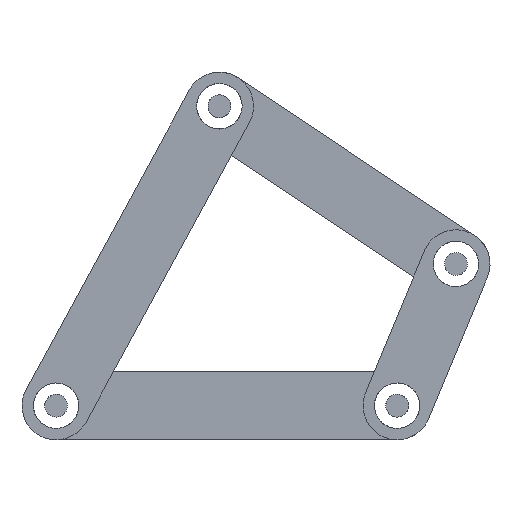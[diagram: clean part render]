
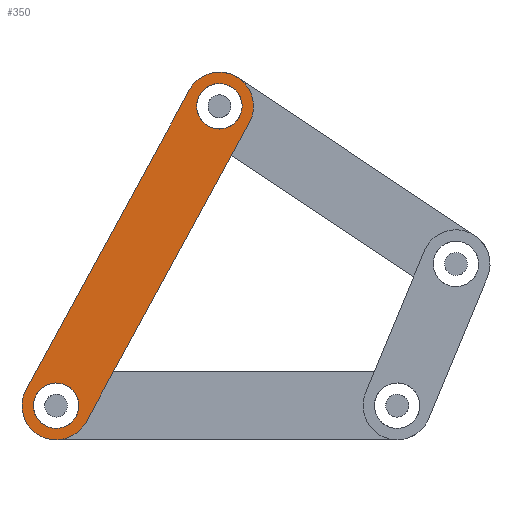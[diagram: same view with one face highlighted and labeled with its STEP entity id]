
A CAD part, front view. The second image highlights one B-rep face of the part: STEP entity #350.
In plain terms, the highlighted planar face has unit normal (0, -1, 0).
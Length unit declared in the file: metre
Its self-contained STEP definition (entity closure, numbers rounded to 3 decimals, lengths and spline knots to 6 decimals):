
#350 = ADVANCED_FACE( '', ( #444, #445, #446 ), #447, .T. );
#444 = FACE_OUTER_BOUND( '', #553, .T. );
#445 = FACE_BOUND( '', #554, .T. );
#446 = FACE_BOUND( '', #555, .T. );
#447 = PLANE( '', #556 );
#553 = EDGE_LOOP( '', ( #761, #762, #763, #764 ) );
#554 = EDGE_LOOP( '', ( #765 ) );
#555 = EDGE_LOOP( '', ( #766 ) );
#556 = AXIS2_PLACEMENT_3D( '', #767, #768, #769 );
#761 = ORIENTED_EDGE( '', *, *, #869, .F. );
#762 = ORIENTED_EDGE( '', *, *, #870, .T. );
#763 = ORIENTED_EDGE( '', *, *, #871, .T. );
#764 = ORIENTED_EDGE( '', *, *, #872, .F. );
#765 = ORIENTED_EDGE( '', *, *, #873, .T. );
#766 = ORIENTED_EDGE( '', *, *, #867, .F. );
#767 = CARTESIAN_POINT( '', ( 0., -0.005, 0. ) );
#768 = DIRECTION( '', ( 0., -1., 0. ) );
#769 = DIRECTION( '', ( 1., 0., 0. ) );
#867 = EDGE_CURVE( '', #961, #961, #962, .T. );
#869 = EDGE_CURVE( '', #965, #966, #967, .T. );
#870 = EDGE_CURVE( '', #965, #968, #969, .T. );
#871 = EDGE_CURVE( '', #968, #970, #971, .T. );
#872 = EDGE_CURVE( '', #966, #970, #972, .T. );
#873 = EDGE_CURVE( '', #973, #973, #974, .T. );
#961 = VERTEX_POINT( '', #1087 );
#962 = CIRCLE( '', #1088, 0.004 );
#965 = VERTEX_POINT( '', #1091 );
#966 = VERTEX_POINT( '', #1092 );
#967 = LINE( '', #1093, #1094 );
#968 = VERTEX_POINT( '', #1095 );
#969 = CIRCLE( '', #1096, 0.006 );
#970 = VERTEX_POINT( '', #1097 );
#971 = LINE( '', #1098, #1099 );
#972 = CIRCLE( '', #1100, 0.006 );
#973 = VERTEX_POINT( '', #1101 );
#974 = CIRCLE( '', #1102, 0.004 );
#1087 = CARTESIAN_POINT( '', ( -0.026, -0.005, 0. ) );
#1088 = AXIS2_PLACEMENT_3D( '', #1220, #1221, #1222 );
#1091 = CARTESIAN_POINT( '', ( -0.03, -0.005, 0.006 ) );
#1092 = CARTESIAN_POINT( '', ( 0.03, -0.005, 0.006 ) );
#1093 = CARTESIAN_POINT( '', ( -0.015052, -0.005, 0.006 ) );
#1094 = VECTOR( '', #1226, 1. );
#1095 = CARTESIAN_POINT( '', ( -0.03, -0.005, -0.006 ) );
#1096 = AXIS2_PLACEMENT_3D( '', #1227, #1228, #1229 );
#1097 = CARTESIAN_POINT( '', ( 0.03, -0.005, -0.006 ) );
#1098 = CARTESIAN_POINT( '', ( -0.015027, -0.005, -0.006 ) );
#1099 = VECTOR( '', #1230, 1. );
#1100 = AXIS2_PLACEMENT_3D( '', #1231, #1232, #1233 );
#1101 = CARTESIAN_POINT( '', ( 0.026, -0.005, 0. ) );
#1102 = AXIS2_PLACEMENT_3D( '', #1234, #1235, #1236 );
#1220 = CARTESIAN_POINT( '', ( -0.03, -0.005, 0. ) );
#1221 = DIRECTION( '', ( 0., -1., 0. ) );
#1222 = DIRECTION( '', ( 1., 0., 0. ) );
#1226 = DIRECTION( '', ( 1., 0., 0. ) );
#1227 = CARTESIAN_POINT( '', ( -0.03, -0.005, 0. ) );
#1228 = DIRECTION( '', ( 0., -1., 0. ) );
#1229 = DIRECTION( '', ( 1., 0., 0. ) );
#1230 = DIRECTION( '', ( 1., 0., 0. ) );
#1231 = CARTESIAN_POINT( '', ( 0.03, -0.005, 0. ) );
#1232 = DIRECTION( '', ( 0., 1., 0. ) );
#1233 = DIRECTION( '', ( -1., 0., 0. ) );
#1234 = CARTESIAN_POINT( '', ( 0.03, -0.005, 0. ) );
#1235 = DIRECTION( '', ( 0., 1., 0. ) );
#1236 = DIRECTION( '', ( -1., 0., 0. ) );
